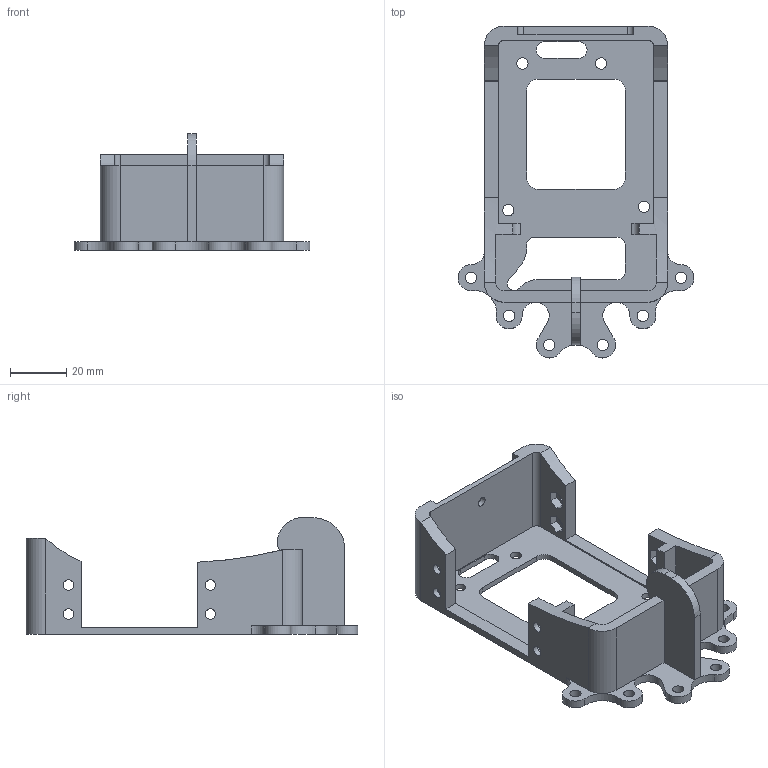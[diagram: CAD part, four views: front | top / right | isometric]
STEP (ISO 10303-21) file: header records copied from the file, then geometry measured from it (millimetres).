
FILE_DESCRIPTION(('FreeCAD Model'),'2;1');
FILE_NAME('renacuajo-chassis.step','2014-10-05T18:13:52',('FreeCAD'),('FreeCAD'), 'Open CASCADE STEP processor 6.7','FreeCAD','Unknown');
FILE_SCHEMA(('AUTOMOTIVE_DESIGN_CC2 { 1 2 10303 214 -1 1 5 4 }'));
Length unit declared in the file: millimetre
Products named in the file (1): renacuajo-chassis-final
Bounding box: 83.6 x 117.64 x 41.4 mm (x, y, z)
Volume: 39084 mm3; surface area: 27106 mm2
Topology: 1 solids, 1 shells, 171 faces, 473 edges, 312 vertices
Faces by surface type: plane 108, cylinder 63
Full cylindrical faces by diameter (mm): 3.4 x1, 3.7 x8, 4 x10
Entity records: 11848 total; most frequent: CARTESIAN_POINT 2341, DIRECTION 1774, LINE 1091, VECTOR 1091, ORIENTED_EDGE 946, PCURVE 946, DEFINITIONAL_REPRESENTATION 946, EDGE_CURVE 473
